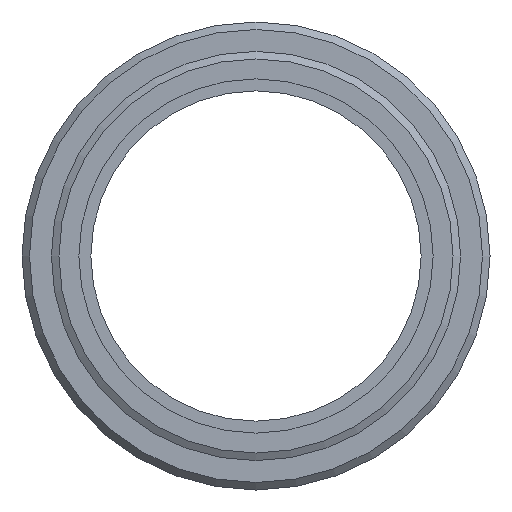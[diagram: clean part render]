
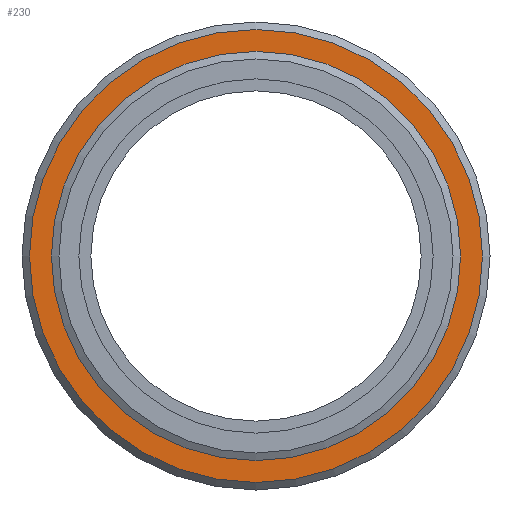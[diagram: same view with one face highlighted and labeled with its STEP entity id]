
A CAD part, front view. The second image highlights one B-rep face of the part: STEP entity #230.
In plain terms, the highlighted face is planar.
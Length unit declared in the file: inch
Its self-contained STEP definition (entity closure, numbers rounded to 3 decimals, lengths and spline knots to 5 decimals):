
#179=CARTESIAN_POINT('',(-0.605,0.363,0.));
#180=VERTEX_POINT('',#179);
#181=CARTESIAN_POINT('',(0.0,0.363,0.0));
#182=DIRECTION('',(0.0,-1.0,0.0));
#183=DIRECTION('',(1.0,0.0,0.0));
#184=AXIS2_PLACEMENT_3D('',#181,#182,#183);
#185=CIRCLE('',#184,0.605);
#186=EDGE_CURVE('',#180,#180,#185,.T.);
#211=CARTESIAN_POINT('',(-0.58575,0.363,0.0));
#212=DIRECTION('',(0.0,1.0,0.0));
#213=DIRECTION('',(0.0,0.0,1.0));
#214=AXIS2_PLACEMENT_3D('',#211,#212,#213);
#215=PLANE('',#214);
#216=ORIENTED_EDGE('',*,*,#186,.F.);
#217=EDGE_LOOP('',(#216));
#218=FACE_OUTER_BOUND('',#217,.T.);
#219=CARTESIAN_POINT('',(-0.5465,0.363,0.0));
#220=VERTEX_POINT('',#219);
#221=CARTESIAN_POINT('',(0.0,0.363,0.0));
#222=DIRECTION('',(0.0,1.0,0.0));
#223=DIRECTION('',(-1.0,0.0,0.0));
#224=AXIS2_PLACEMENT_3D('',#221,#222,#223);
#225=CIRCLE('',#224,0.5465);
#226=EDGE_CURVE('',#220,#220,#225,.T.);
#227=ORIENTED_EDGE('',*,*,#226,.F.);
#228=EDGE_LOOP('',(#227));
#229=FACE_BOUND('',#228,.T.);
#230=ADVANCED_FACE('',(#218,#229),#215,.T.);
